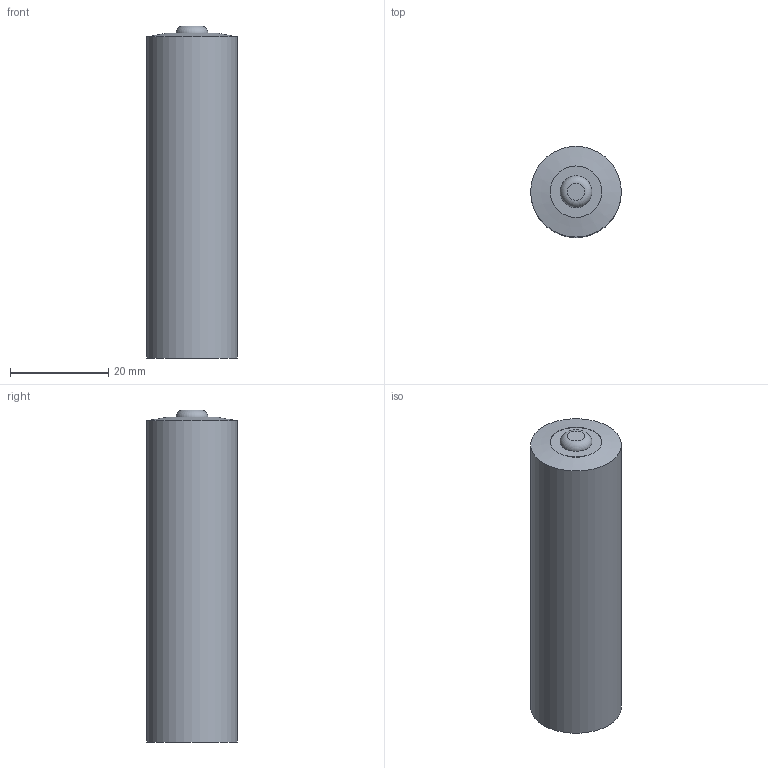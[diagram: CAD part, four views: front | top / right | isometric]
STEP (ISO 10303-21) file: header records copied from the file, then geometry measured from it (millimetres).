
FILE_DESCRIPTION(/* description */ (''),/* implementation_level */ '2;1');
FILE_NAME(/* name */ 'Generic 18650 Battery v1.step',/* time_stamp */ '2020-08-19T16:48:25+10:00',/* author */ (''),/* organization */ (''),/* preprocessor_version */ 'ST-DEVELOPER v18.1',/* originating_system */ 'Autodesk Translation Framework v9.3.0.1241',/* authorisation */ '');
FILE_SCHEMA (('AUTOMOTIVE_DESIGN { 1 0 10303 214 3 1 1 }'));
Length unit declared in the file: millimetre
Products named in the file (1): Generic 18650 Battery
Bounding box: 18.5 x 18.5 x 67.7 mm (x, y, z)
Volume: 17740 mm3; surface area: 4439.9 mm2
Topology: 2 solids, 2 shells, 10 faces, 13 edges, 8 vertices
Faces by surface type: plane 5, cylinder 3, cone 1, torus 1
Full cylindrical faces by diameter (mm): 10.5 x2, 18.5 x1
Entity records: 267 total; most frequent: DIRECTION 44, CARTESIAN_POINT 32, ORIENTED_EDGE 26, AXIS2_PLACEMENT_3D 20, EDGE_CURVE 13, EDGE_LOOP 11, FACE_OUTER_BOUND 10, ADVANCED_FACE 10
